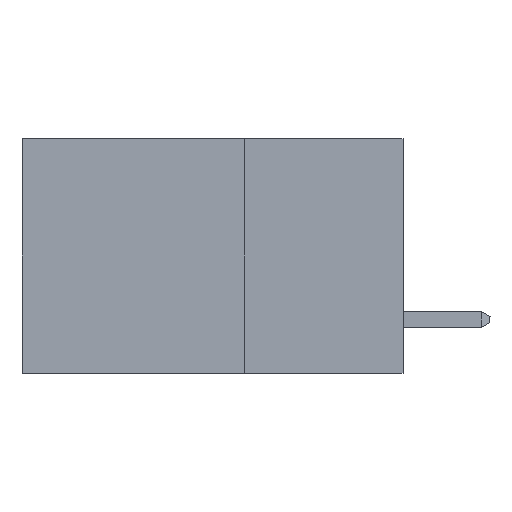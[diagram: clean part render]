
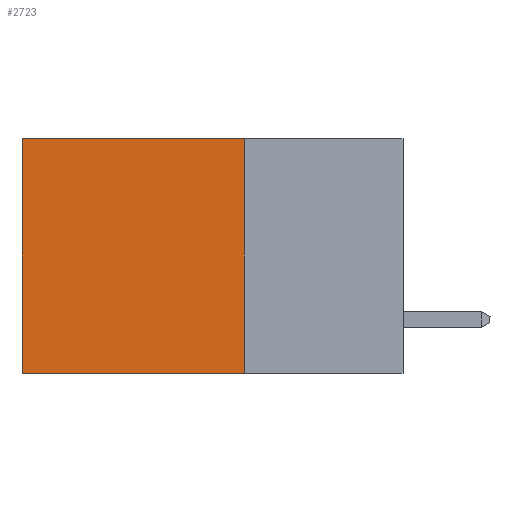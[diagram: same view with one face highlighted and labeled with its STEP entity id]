
A CAD part, left-side view. The second image highlights one B-rep face of the part: STEP entity #2723.
In plain terms, the highlighted planar face has unit normal (-1, 0, 0).
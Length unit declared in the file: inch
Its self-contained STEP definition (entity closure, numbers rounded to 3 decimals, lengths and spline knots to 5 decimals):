
#23 = CARTESIAN_POINT ( 'NONE',  ( 0.2875, 0.6, 0. ) ) ;
#520 = VERTEX_POINT ( 'NONE', #3723 ) ;
#803 = VECTOR ( 'NONE', #18285, 39.37008 ) ;
#1249 = DIRECTION ( 'NONE',  ( 0., 0., -1. ) ) ;
#1883 = EDGE_CURVE ( 'NONE', #520, #17841, #9430, .T. ) ;
#2641 = CARTESIAN_POINT ( 'NONE',  ( 0.2875, 0.25, 0. ) ) ;
#2714 = VECTOR ( 'NONE', #1249, 39.37008 ) ;
#2723 = ADVANCED_FACE ( 'NONE', ( #6799 ), #16881, .F. ) ;
#3723 = CARTESIAN_POINT ( 'NONE',  ( 0.2875, 0.25, 0. ) ) ;
#5286 = CARTESIAN_POINT ( 'NONE',  ( 0.2875, 0.25, -0.37 ) ) ;
#5482 = ORIENTED_EDGE ( 'NONE', *, *, #17988, .T. ) ;
#5642 = DIRECTION ( 'NONE',  ( 0., 1., 0. ) ) ;
#6775 = VERTEX_POINT ( 'NONE', #10881 ) ;
#6799 = FACE_OUTER_BOUND ( 'NONE', #13193, .T. ) ;
#6918 = ORIENTED_EDGE ( 'NONE', *, *, #17971, .T. ) ;
#7344 = LINE ( 'NONE', #23, #2714 ) ;
#7872 = ORIENTED_EDGE ( 'NONE', *, *, #1883, .F. ) ;
#9430 = LINE ( 'NONE', #12595, #803 ) ;
#10023 = LINE ( 'NONE', #2641, #11360 ) ;
#10809 = VECTOR ( 'NONE', #12231, 39.37008 ) ;
#10881 = CARTESIAN_POINT ( 'NONE',  ( 0.2875, 0.6, 0. ) ) ;
#11360 = VECTOR ( 'NONE', #5642, 39.37008 ) ;
#12059 = CARTESIAN_POINT ( 'NONE',  ( 0.2875, 0.25, -0.37 ) ) ;
#12231 = DIRECTION ( 'NONE',  ( 0., 1., 0. ) ) ;
#12584 = EDGE_CURVE ( 'NONE', #17841, #12637, #16620, .T. ) ;
#12595 = CARTESIAN_POINT ( 'NONE',  ( 0.2875, 0.25, 0. ) ) ;
#12637 = VERTEX_POINT ( 'NONE', #16344 ) ;
#13193 = EDGE_LOOP ( 'NONE', ( #6918, #14635, #7872, #5482 ) ) ;
#14635 = ORIENTED_EDGE ( 'NONE', *, *, #12584, .F. ) ;
#15383 = DIRECTION ( 'NONE',  ( 0., 0., -1. ) ) ;
#15661 = DIRECTION ( 'NONE',  ( 1., 0., 0. ) ) ;
#16344 = CARTESIAN_POINT ( 'NONE',  ( 0.2875, 0.6, -0.37 ) ) ;
#16620 = LINE ( 'NONE', #12059, #10809 ) ;
#16881 = PLANE ( 'NONE',  #17580 ) ;
#17580 = AXIS2_PLACEMENT_3D ( 'NONE', #18272, #15661, #15383 ) ;
#17841 = VERTEX_POINT ( 'NONE', #5286 ) ;
#17971 = EDGE_CURVE ( 'NONE', #6775, #12637, #7344, .T. ) ;
#17988 = EDGE_CURVE ( 'NONE', #520, #6775, #10023, .T. ) ;
#18272 = CARTESIAN_POINT ( 'NONE',  ( 0.2875, 0.25, 0. ) ) ;
#18285 = DIRECTION ( 'NONE',  ( 0., 0., -1. ) ) ;
